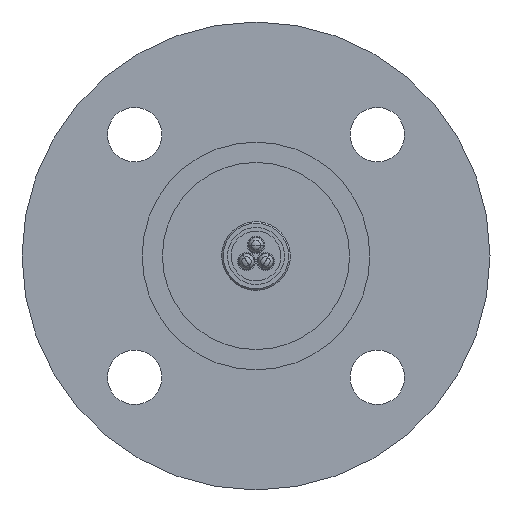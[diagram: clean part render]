
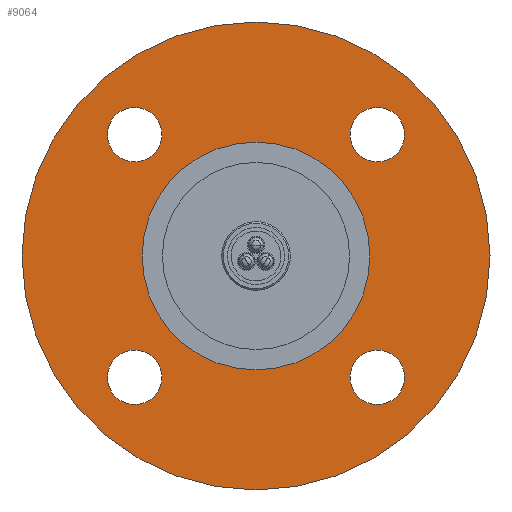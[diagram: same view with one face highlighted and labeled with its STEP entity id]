
A CAD part, front view. The second image highlights one B-rep face of the part: STEP entity #9064.
In plain terms, the highlighted planar face has unit normal (0, -1, 0).
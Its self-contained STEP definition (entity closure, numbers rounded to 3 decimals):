
#198 = AXIS2_PLACEMENT_3D ( 'NONE', #10088, #14378, #2470 ) ;
#354 = EDGE_CURVE ( 'NONE', #6480, #12535, #1758, .T. ) ;
#780 = PLANE ( 'NONE',  #198 ) ;
#921 = ORIENTED_EDGE ( 'NONE', *, *, #354, .F. ) ;
#942 = CARTESIAN_POINT ( 'NONE',  ( 0., 0., 0. ) ) ;
#1125 = EDGE_CURVE ( 'NONE', #10049, #2136, #5570, .T. ) ;
#1193 = CARTESIAN_POINT ( 'NONE',  ( 0., 0., 0. ) ) ;
#1480 = CIRCLE ( 'NONE', #6845, 8.75 ) ;
#1507 = CARTESIAN_POINT ( 'NONE',  ( -53.126, 0., -14.235 ) ) ;
#1758 = CIRCLE ( 'NONE', #9006, 75. ) ;
#1813 = CIRCLE ( 'NONE', #17245, 75. ) ;
#1942 = CARTESIAN_POINT ( 'NONE',  ( 0., 0., -75. ) ) ;
#2016 = CARTESIAN_POINT ( 'NONE',  ( -53.126, 0., -5.485 ) ) ;
#2113 = CIRCLE ( 'NONE', #18197, 8.75 ) ;
#2136 = VERTEX_POINT ( 'NONE', #4808 ) ;
#2304 = EDGE_LOOP ( 'NONE', ( #15122, #17730 ) ) ;
#2470 = DIRECTION ( 'NONE',  ( 0., 0., 1. ) ) ;
#2501 = VERTEX_POINT ( 'NONE', #16931 ) ;
#2935 = CIRCLE ( 'NONE', #15510, 36.5 ) ;
#2981 = AXIS2_PLACEMENT_3D ( 'NONE', #1507, #7523, #17991 ) ;
#3019 = EDGE_CURVE ( 'NONE', #2136, #10049, #1480, .T. ) ;
#3178 = DIRECTION ( 'NONE',  ( 0., 1., 0. ) ) ;
#3454 = DIRECTION ( 'NONE',  ( 0., 1., 0. ) ) ;
#3742 = CARTESIAN_POINT ( 'NONE',  ( 53.126, 0., 22.985 ) ) ;
#3869 = CARTESIAN_POINT ( 'NONE',  ( 14.235, 0., -44.376 ) ) ;
#4759 = CARTESIAN_POINT ( 'NONE',  ( 0., 0., 36.5 ) ) ;
#4808 = CARTESIAN_POINT ( 'NONE',  ( 53.126, 0., 5.485 ) ) ;
#5428 = DIRECTION ( 'NONE',  ( 0., -1., 0. ) ) ;
#5472 = DIRECTION ( 'NONE',  ( 0., -1., 0. ) ) ;
#5478 = ORIENTED_EDGE ( 'NONE', *, *, #9626, .F. ) ;
#5570 = CIRCLE ( 'NONE', #11237, 8.75 ) ;
#5595 = CARTESIAN_POINT ( 'NONE',  ( -53.126, 0., -14.235 ) ) ;
#5626 = ORIENTED_EDGE ( 'NONE', *, *, #18669, .T. ) ;
#6380 = CARTESIAN_POINT ( 'NONE',  ( -14.235, 0., 44.376 ) ) ;
#6480 = VERTEX_POINT ( 'NONE', #8522 ) ;
#6704 = FACE_BOUND ( 'NONE', #11664, .T. ) ;
#6738 = CIRCLE ( 'NONE', #17780, 8.75 ) ;
#6845 = AXIS2_PLACEMENT_3D ( 'NONE', #9089, #3178, #15273 ) ;
#7318 = EDGE_LOOP ( 'NONE', ( #7976, #13329 ) ) ;
#7523 = DIRECTION ( 'NONE',  ( 0., 1., 0. ) ) ;
#7611 = VERTEX_POINT ( 'NONE', #4759 ) ;
#7936 = ORIENTED_EDGE ( 'NONE', *, *, #10933, .T. ) ;
#7976 = ORIENTED_EDGE ( 'NONE', *, *, #12589, .T. ) ;
#8256 = DIRECTION ( 'NONE',  ( 0., 1., 0. ) ) ;
#8263 = EDGE_CURVE ( 'NONE', #17575, #13491, #12665, .T. ) ;
#8522 = CARTESIAN_POINT ( 'NONE',  ( 0., 0., 75. ) ) ;
#8632 = CIRCLE ( 'NONE', #16163, 36.5 ) ;
#8822 = ORIENTED_EDGE ( 'NONE', *, *, #1125, .T. ) ;
#8998 = DIRECTION ( 'NONE',  ( 0., 0., 1. ) ) ;
#9006 = AXIS2_PLACEMENT_3D ( 'NONE', #13801, #3454, #10666 ) ;
#9064 = ADVANCED_FACE ( 'NONE', ( #11352, #9989, #11150, #6704, #15568, #15980 ), #780, .F. ) ;
#9089 = CARTESIAN_POINT ( 'NONE',  ( 53.126, 0., 14.235 ) ) ;
#9522 = AXIS2_PLACEMENT_3D ( 'NONE', #12936, #15776, #18956 ) ;
#9626 = EDGE_CURVE ( 'NONE', #12535, #6480, #1813, .T. ) ;
#9989 = FACE_BOUND ( 'NONE', #7318, .T. ) ;
#10040 = CARTESIAN_POINT ( 'NONE',  ( 0., 0., -36.5 ) ) ;
#10049 = VERTEX_POINT ( 'NONE', #3742 ) ;
#10088 = CARTESIAN_POINT ( 'NONE',  ( 0., 0., 0. ) ) ;
#10139 = DIRECTION ( 'NONE',  ( 0., 0., -1. ) ) ;
#10294 = ORIENTED_EDGE ( 'NONE', *, *, #3019, .T. ) ;
#10666 = DIRECTION ( 'NONE',  ( 0., 0., 1. ) ) ;
#10933 = EDGE_CURVE ( 'NONE', #14874, #18688, #2113, .T. ) ;
#10996 = DIRECTION ( 'NONE',  ( 0., 0., 1. ) ) ;
#11150 = FACE_BOUND ( 'NONE', #19440, .T. ) ;
#11237 = AXIS2_PLACEMENT_3D ( 'NONE', #17535, #14552, #19119 ) ;
#11352 = FACE_BOUND ( 'NONE', #2304, .T. ) ;
#11439 = ORIENTED_EDGE ( 'NONE', *, *, #13216, .T. ) ;
#11506 = DIRECTION ( 'NONE',  ( 0., 1., 0. ) ) ;
#11531 = EDGE_CURVE ( 'NONE', #11539, #7611, #2935, .T. ) ;
#11539 = VERTEX_POINT ( 'NONE', #10040 ) ;
#11616 = DIRECTION ( 'NONE',  ( 0., 0., 1. ) ) ;
#11664 = EDGE_LOOP ( 'NONE', ( #15235, #5626 ) ) ;
#11850 = EDGE_LOOP ( 'NONE', ( #8822, #10294 ) ) ;
#11876 = VERTEX_POINT ( 'NONE', #3869 ) ;
#11966 = CIRCLE ( 'NONE', #16355, 8.75 ) ;
#12041 = EDGE_CURVE ( 'NONE', #11876, #2501, #14880, .T. ) ;
#12090 = AXIS2_PLACEMENT_3D ( 'NONE', #17885, #16388, #8998 ) ;
#12381 = DIRECTION ( 'NONE',  ( 0., 1., 0. ) ) ;
#12535 = VERTEX_POINT ( 'NONE', #1942 ) ;
#12589 = EDGE_CURVE ( 'NONE', #13491, #17575, #6738, .T. ) ;
#12665 = CIRCLE ( 'NONE', #9522, 8.75 ) ;
#12891 = CARTESIAN_POINT ( 'NONE',  ( 0., 0., 0. ) ) ;
#12936 = CARTESIAN_POINT ( 'NONE',  ( -14.235, 0., 53.126 ) ) ;
#13216 = EDGE_CURVE ( 'NONE', #18688, #14874, #17471, .T. ) ;
#13329 = ORIENTED_EDGE ( 'NONE', *, *, #8263, .T. ) ;
#13459 = EDGE_CURVE ( 'NONE', #7611, #11539, #8632, .T. ) ;
#13491 = VERTEX_POINT ( 'NONE', #17863 ) ;
#13801 = CARTESIAN_POINT ( 'NONE',  ( 0., 0., 0. ) ) ;
#14229 = DIRECTION ( 'NONE',  ( 0., 0., 1. ) ) ;
#14378 = DIRECTION ( 'NONE',  ( 0., 1., 0. ) ) ;
#14539 = DIRECTION ( 'NONE',  ( 0., 0., 1. ) ) ;
#14552 = DIRECTION ( 'NONE',  ( 0., 1., 0. ) ) ;
#14631 = DIRECTION ( 'NONE',  ( 0., 1., 0. ) ) ;
#14865 = CARTESIAN_POINT ( 'NONE',  ( -53.126, 0., -22.985 ) ) ;
#14874 = VERTEX_POINT ( 'NONE', #14865 ) ;
#14880 = CIRCLE ( 'NONE', #12090, 8.75 ) ;
#15122 = ORIENTED_EDGE ( 'NONE', *, *, #11531, .F. ) ;
#15235 = ORIENTED_EDGE ( 'NONE', *, *, #12041, .T. ) ;
#15273 = DIRECTION ( 'NONE',  ( 0., 0., 1. ) ) ;
#15510 = AXIS2_PLACEMENT_3D ( 'NONE', #942, #5472, #10139 ) ;
#15511 = CARTESIAN_POINT ( 'NONE',  ( 14.235, 0., -53.126 ) ) ;
#15568 = FACE_BOUND ( 'NONE', #11850, .T. ) ;
#15593 = EDGE_LOOP ( 'NONE', ( #5478, #921 ) ) ;
#15776 = DIRECTION ( 'NONE',  ( 0., 1., 0. ) ) ;
#15980 = FACE_OUTER_BOUND ( 'NONE', #15593, .T. ) ;
#16127 = CARTESIAN_POINT ( 'NONE',  ( -14.235, 0., 53.126 ) ) ;
#16163 = AXIS2_PLACEMENT_3D ( 'NONE', #1193, #5428, #18753 ) ;
#16355 = AXIS2_PLACEMENT_3D ( 'NONE', #15511, #12381, #10996 ) ;
#16388 = DIRECTION ( 'NONE',  ( 0., 1., 0. ) ) ;
#16931 = CARTESIAN_POINT ( 'NONE',  ( 14.235, 0., -61.876 ) ) ;
#17245 = AXIS2_PLACEMENT_3D ( 'NONE', #12891, #8256, #14229 ) ;
#17471 = CIRCLE ( 'NONE', #2981, 8.75 ) ;
#17535 = CARTESIAN_POINT ( 'NONE',  ( 53.126, 0., 14.235 ) ) ;
#17575 = VERTEX_POINT ( 'NONE', #6380 ) ;
#17730 = ORIENTED_EDGE ( 'NONE', *, *, #13459, .F. ) ;
#17780 = AXIS2_PLACEMENT_3D ( 'NONE', #16127, #11506, #14539 ) ;
#17863 = CARTESIAN_POINT ( 'NONE',  ( -14.235, 0., 61.876 ) ) ;
#17885 = CARTESIAN_POINT ( 'NONE',  ( 14.235, 0., -53.126 ) ) ;
#17991 = DIRECTION ( 'NONE',  ( 0., 0., 1. ) ) ;
#18197 = AXIS2_PLACEMENT_3D ( 'NONE', #5595, #14631, #11616 ) ;
#18669 = EDGE_CURVE ( 'NONE', #2501, #11876, #11966, .T. ) ;
#18688 = VERTEX_POINT ( 'NONE', #2016 ) ;
#18753 = DIRECTION ( 'NONE',  ( 0., 0., -1. ) ) ;
#18956 = DIRECTION ( 'NONE',  ( 0., 0., 1. ) ) ;
#19119 = DIRECTION ( 'NONE',  ( 0., 0., 1. ) ) ;
#19440 = EDGE_LOOP ( 'NONE', ( #11439, #7936 ) ) ;
